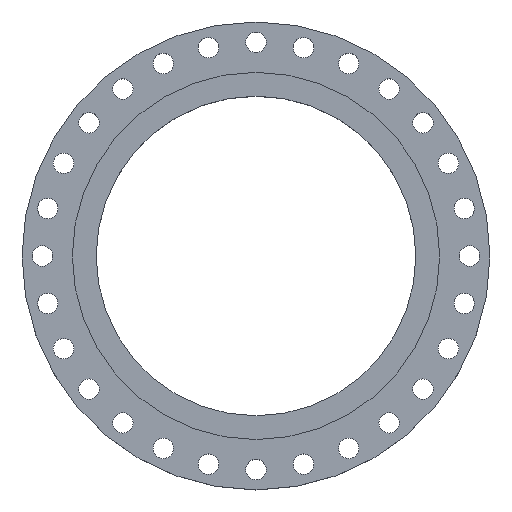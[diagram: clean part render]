
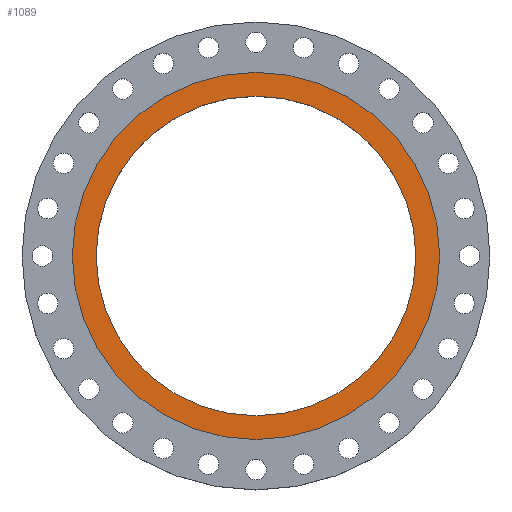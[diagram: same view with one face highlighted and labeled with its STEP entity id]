
A CAD part, top view. The second image highlights one B-rep face of the part: STEP entity #1089.
In plain terms, the highlighted planar face has unit normal (0, 0, 1).
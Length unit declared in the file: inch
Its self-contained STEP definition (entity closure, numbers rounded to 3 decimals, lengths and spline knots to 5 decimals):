
#63 = CARTESIAN_POINT ( 'NONE',  ( 0., 0., 0. ) ) ;
#118 = AXIS2_PLACEMENT_3D ( 'NONE', #1364, #339, #146 ) ;
#141 = ORIENTED_EDGE ( 'NONE', *, *, #1171, .F. ) ;
#146 = DIRECTION ( 'NONE',  ( 1., 0., 0. ) ) ;
#166 = ORIENTED_EDGE ( 'NONE', *, *, #1408, .F. ) ;
#216 = ORIENTED_EDGE ( 'NONE', *, *, #2503, .T. ) ;
#251 = AXIS2_PLACEMENT_3D ( 'NONE', #502, #1948, #1093 ) ;
#339 = DIRECTION ( 'NONE',  ( 0., 0., 1. ) ) ;
#400 = AXIS2_PLACEMENT_3D ( 'NONE', #1077, #852, #2103 ) ;
#502 = CARTESIAN_POINT ( 'NONE',  ( 0., 0., 0. ) ) ;
#540 = VERTEX_POINT ( 'NONE', #2002 ) ;
#589 = DIRECTION ( 'NONE',  ( 1., 0., 0. ) ) ;
#666 = VERTEX_POINT ( 'NONE', #1288 ) ;
#787 = AXIS2_PLACEMENT_3D ( 'NONE', #63, #1674, #2475 ) ;
#823 = DIRECTION ( 'NONE',  ( 0., 0., 1. ) ) ;
#845 = EDGE_CURVE ( 'NONE', #540, #666, #2279, .T. ) ;
#852 = DIRECTION ( 'NONE',  ( 0., 0., -1. ) ) ;
#1003 = CARTESIAN_POINT ( 'NONE',  ( 14.6875, 0., 0. ) ) ;
#1064 = EDGE_LOOP ( 'NONE', ( #141, #166 ) ) ;
#1077 = CARTESIAN_POINT ( 'NONE',  ( 0., 14.6875, 0. ) ) ;
#1089 = ADVANCED_FACE ( 'NONE', ( #2492, #1247 ), #1685, .F. ) ;
#1093 = DIRECTION ( 'NONE',  ( 1., 0., 0. ) ) ;
#1171 = EDGE_CURVE ( 'NONE', #2363, #1460, #1925, .T. ) ;
#1247 = FACE_OUTER_BOUND ( 'NONE', #2297, .T. ) ;
#1288 = CARTESIAN_POINT ( 'NONE',  ( 16.875, 0., 0. ) ) ;
#1364 = CARTESIAN_POINT ( 'NONE',  ( 0., 0., 0. ) ) ;
#1408 = EDGE_CURVE ( 'NONE', #1460, #2363, #2195, .T. ) ;
#1460 = VERTEX_POINT ( 'NONE', #1786 ) ;
#1674 = DIRECTION ( 'NONE',  ( 0., 0., 1. ) ) ;
#1685 = PLANE ( 'NONE',  #400 ) ;
#1786 = CARTESIAN_POINT ( 'NONE',  ( -14.6875, 0., 0. ) ) ;
#1837 = CIRCLE ( 'NONE', #251, 16.875 ) ;
#1925 = CIRCLE ( 'NONE', #787, 14.6875 ) ;
#1948 = DIRECTION ( 'NONE',  ( 0., 0., 1. ) ) ;
#2002 = CARTESIAN_POINT ( 'NONE',  ( -16.875, 0., 0. ) ) ;
#2103 = DIRECTION ( 'NONE',  ( -1., 0., 0. ) ) ;
#2109 = ORIENTED_EDGE ( 'NONE', *, *, #845, .T. ) ;
#2195 = CIRCLE ( 'NONE', #2403, 14.6875 ) ;
#2279 = CIRCLE ( 'NONE', #118, 16.875 ) ;
#2297 = EDGE_LOOP ( 'NONE', ( #216, #2109 ) ) ;
#2363 = VERTEX_POINT ( 'NONE', #1003 ) ;
#2403 = AXIS2_PLACEMENT_3D ( 'NONE', #2580, #823, #589 ) ;
#2475 = DIRECTION ( 'NONE',  ( 1., 0., 0. ) ) ;
#2492 = FACE_BOUND ( 'NONE', #1064, .T. ) ;
#2503 = EDGE_CURVE ( 'NONE', #666, #540, #1837, .T. ) ;
#2580 = CARTESIAN_POINT ( 'NONE',  ( 0., 0., 0. ) ) ;
